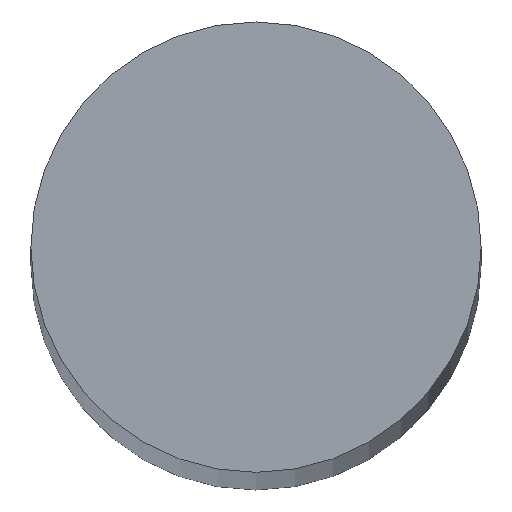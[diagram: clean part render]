
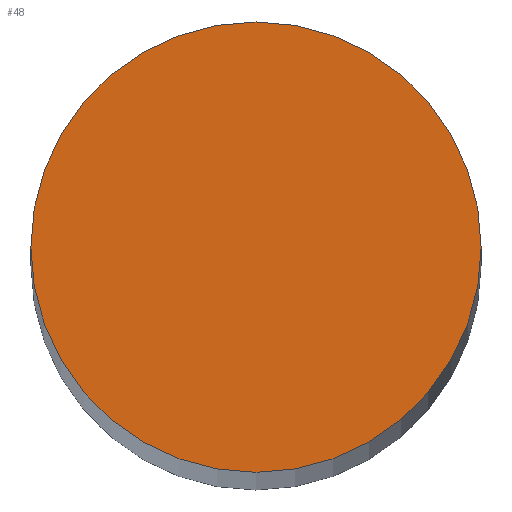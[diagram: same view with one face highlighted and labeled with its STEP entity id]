
A CAD part, top view. The second image highlights one B-rep face of the part: STEP entity #48.
In plain terms, the highlighted planar face has unit normal (0, 0, 1).
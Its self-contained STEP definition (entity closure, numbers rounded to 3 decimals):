
#7 = CIRCLE ( 'NONE', #161, 2. ) ;
#8 = DIRECTION ( 'NONE',  ( 1., 0., 0. ) ) ;
#9 = FACE_OUTER_BOUND ( 'NONE', #29, .T. ) ;
#12 = CARTESIAN_POINT ( 'NONE',  ( -2., 0., 90. ) ) ;
#13 = ORIENTED_EDGE ( 'NONE', *, *, #22, .T. ) ;
#22 = EDGE_CURVE ( 'NONE', #90, #70, #154, .T. ) ;
#25 = DIRECTION ( 'NONE',  ( 0., 0., 1. ) ) ;
#27 = DIRECTION ( 'NONE',  ( 1., 0., 0. ) ) ;
#29 = EDGE_LOOP ( 'NONE', ( #79, #13 ) ) ;
#35 = AXIS2_PLACEMENT_3D ( 'NONE', #136, #25, #151 ) ;
#41 = DIRECTION ( 'NONE',  ( 0., 0., 1. ) ) ;
#48 = ADVANCED_FACE ( 'NONE', ( #9 ), #162, .T. ) ;
#67 = EDGE_CURVE ( 'NONE', #70, #90, #7, .T. ) ;
#70 = VERTEX_POINT ( 'NONE', #12 ) ;
#71 = CARTESIAN_POINT ( 'NONE',  ( 2., 0., 90. ) ) ;
#72 = CARTESIAN_POINT ( 'NONE',  ( 0., 0., 90. ) ) ;
#79 = ORIENTED_EDGE ( 'NONE', *, *, #67, .T. ) ;
#89 = AXIS2_PLACEMENT_3D ( 'NONE', #72, #41, #8 ) ;
#90 = VERTEX_POINT ( 'NONE', #71 ) ;
#133 = DIRECTION ( 'NONE',  ( 0., 0., 1. ) ) ;
#136 = CARTESIAN_POINT ( 'NONE',  ( 0., 0., 90. ) ) ;
#151 = DIRECTION ( 'NONE',  ( 1., 0., 0. ) ) ;
#153 = CARTESIAN_POINT ( 'NONE',  ( 0., 0., 90. ) ) ;
#154 = CIRCLE ( 'NONE', #89, 2. ) ;
#161 = AXIS2_PLACEMENT_3D ( 'NONE', #153, #133, #27 ) ;
#162 = PLANE ( 'NONE',  #35 ) ;
